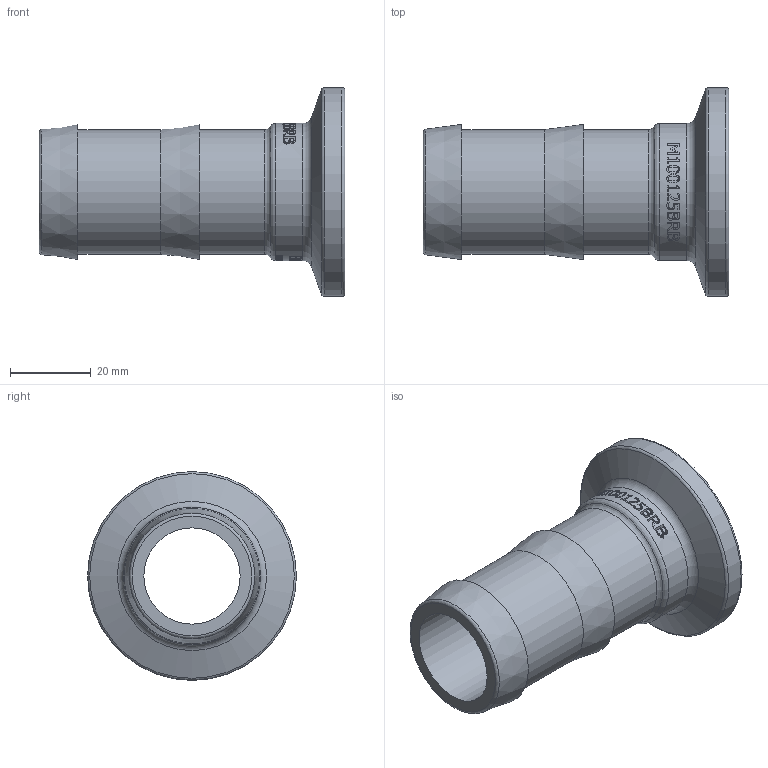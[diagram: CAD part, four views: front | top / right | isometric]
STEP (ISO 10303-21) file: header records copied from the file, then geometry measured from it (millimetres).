
FILE_DESCRIPTION((''),'2;1');
FILE_NAME('M100125BRB.stp','2013-04-10T11:15:19',('mclevenger'),(''),'Autodesk Inventor 2013','Autodesk Inventor 2013','');
FILE_SCHEMA(('AUTOMOTIVE_DESIGN { 1 0 10303 214 1 1 1 1 }'));
Length unit declared in the file: inch
Products named in the file (1): M100125BRB
Bounding box: 75.95 x 51.82 x 51.82 mm (x, y, z)
Volume: 34841.4 mm3; surface area: 17030.1 mm2
Topology: 1 solids, 1 shells, 409 faces, 1087 edges, 721 vertices
Faces by surface type: plane 205, bspline 150, cylinder 44, torus 7, cone 3
Full cylindrical faces by diameter (mm): 23.876 x1, 30.988 x2, 34.036 x1, 35.052 x1, 51.816 x1
Entity records: 15257 total; most frequent: CARTESIAN_POINT 5867, ORIENTED_EDGE 2142, DIRECTION 1568, EDGE_CURVE 1071, VERTEX_POINT 721, AXIS2_PLACEMENT_3D 537, VECTOR 494, LINE 494
